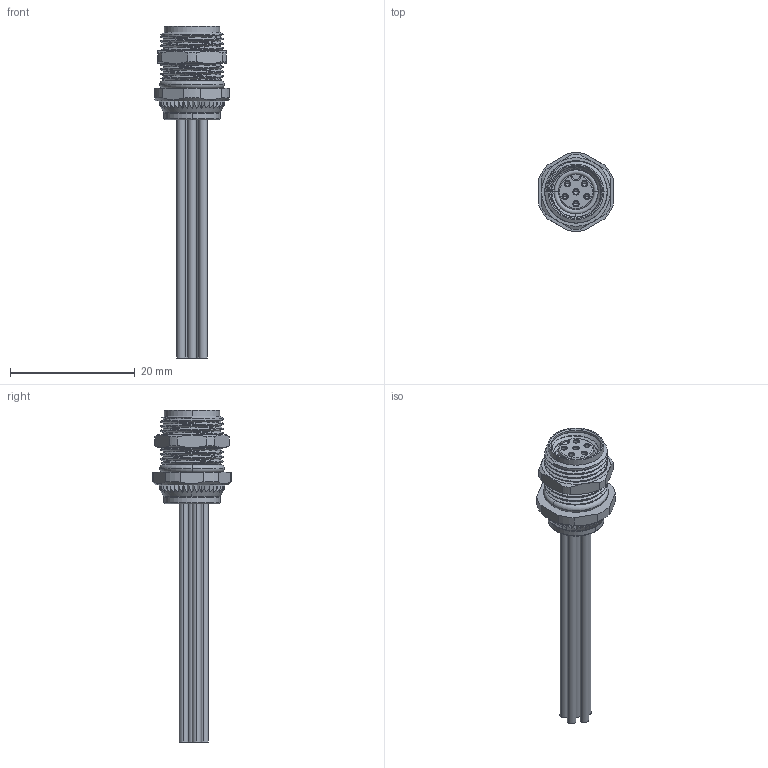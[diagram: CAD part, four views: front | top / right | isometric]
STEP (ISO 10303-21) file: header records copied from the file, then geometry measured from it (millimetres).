
FILE_DESCRIPTION((''),'2;1');
FILE_NAME('6P-K166666_6_66_6','2025-09-14T',('gongcheng16'),(''),'PRO/ENGINEER BY PARAMETRIC TECHNOLOGY CORPORATION, 2010280','PRO/ENGINEER BY PARAMETRIC TECHNOLOGY CORPORATION, 2010280','');
FILE_SCHEMA(('CONFIG_CONTROL_DESIGN'));
Length unit declared in the file: millimetre
Products named in the file (1): 6P-K166666_6_66_6
Bounding box: 12 x 12.6 x 53.2 mm (x, y, z)
Volume: 236.8 mm3; surface area: 3853.1 mm2
Topology: 1 solids, 18 shells, 703 faces, 1743 edges, 1100 vertices
Faces by surface type: cylinder 276, plane 251, cone 123, torus 30, bspline 23
Entity records: 26842 total; most frequent: CARTESIAN_POINT 10176, DIRECTION 3519, ORIENTED_EDGE 3438, EDGE_CURVE 1719, AXIS2_PLACEMENT_3D 1386, VERTEX_POINT 1100, EDGE_LOOP 783, VECTOR 747
